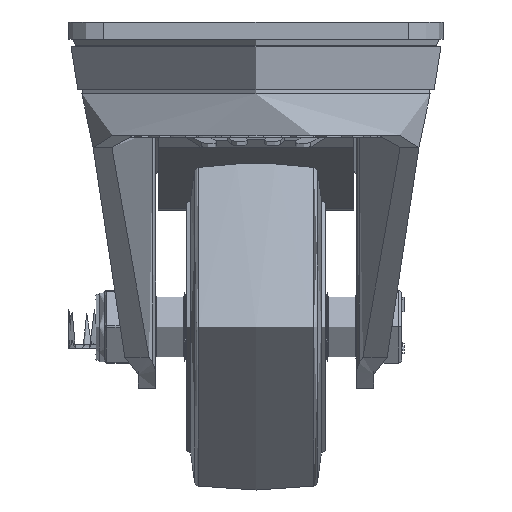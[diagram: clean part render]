
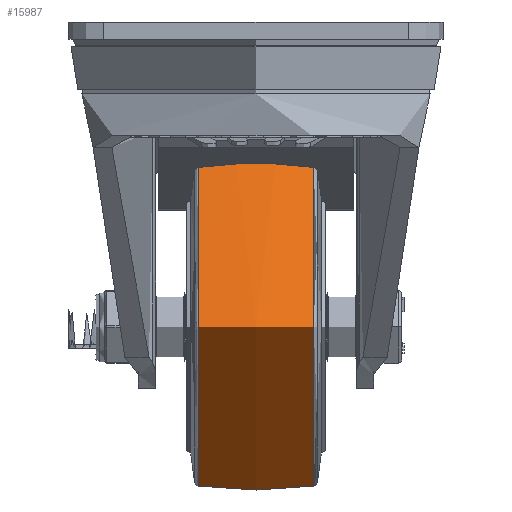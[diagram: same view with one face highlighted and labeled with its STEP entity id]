
A CAD part, left-side view. The second image highlights one B-rep face of the part: STEP entity #15987.
In plain terms, the highlighted free-form (B-spline) face has degree [2, 2] with [3, 9] control points.
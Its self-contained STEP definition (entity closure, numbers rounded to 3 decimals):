
#125=(
BOUNDED_SURFACE()
B_SPLINE_SURFACE(2,2,((#27341,#27342,#27343,#27344,#27345,#27346,#27347,
#27348,#27349),(#27350,#27351,#27352,#27353,#27354,#27355,#27356,#27357,
#27358),(#27359,#27360,#27361,#27362,#27363,#27364,#27365,#27366,#27367)),
 .UNSPECIFIED.,.F.,.T.,.F.)
B_SPLINE_SURFACE_WITH_KNOTS((3,3),(3,2,2,2,3),(-0.135,0.135),
(-3.142,-1.571,0.,1.571,3.142),
 .UNSPECIFIED.)
GEOMETRIC_REPRESENTATION_ITEM()
RATIONAL_B_SPLINE_SURFACE(((1.,0.707,1.,0.707,1.,
0.707,1.,0.707,1.),(0.991,0.701,
0.991,0.701,0.991,0.701,
0.991,0.701,0.991),(1.,0.707,
1.,0.707,1.,0.707,1.,0.707,1.)))
REPRESENTATION_ITEM('')
SURFACE()
);
#1917=FACE_OUTER_BOUND('',#2914,.T.);
#2914=EDGE_LOOP('',(#12511,#12512,#12513,#12514));
#5996=CIRCLE('',#17497,36.606);
#5997=CIRCLE('',#17498,98.5);
#5998=CIRCLE('',#17499,36.606);
#7267=VERTEX_POINT('',#27338);
#7268=VERTEX_POINT('',#27368);
#9110=EDGE_CURVE('',#7267,#7267,#5996,.T.);
#9111=EDGE_CURVE('',#7267,#7268,#5997,.T.);
#9112=EDGE_CURVE('',#7268,#7268,#5998,.T.);
#12511=ORIENTED_EDGE('',*,*,#9110,.F.);
#12512=ORIENTED_EDGE('',*,*,#9111,.T.);
#12513=ORIENTED_EDGE('',*,*,#9112,.T.);
#12514=ORIENTED_EDGE('',*,*,#9111,.F.);
#15987=ADVANCED_FACE('',(#1917),#125,.F.);
#17497=AXIS2_PLACEMENT_3D('',#27340,#20665,#20666);
#17498=AXIS2_PLACEMENT_3D('',#27369,#20667,#20668);
#17499=AXIS2_PLACEMENT_3D('',#27370,#20669,#20670);
#20665=DIRECTION('center_axis',(0.,-1.,0.));
#20666=DIRECTION('ref_axis',(0.,0.,1.));
#20667=DIRECTION('center_axis',(-1.,0.,0.));
#20668=DIRECTION('ref_axis',(0.,0.,1.));
#20669=DIRECTION('center_axis',(0.,-1.,0.));
#20670=DIRECTION('ref_axis',(0.,0.,1.));
#27338=CARTESIAN_POINT('',(0.,-13.244,36.606));
#27340=CARTESIAN_POINT('Origin',(0.,-13.244,0.));
#27341=CARTESIAN_POINT('Ctrl Pts',(0.,13.244,36.606));
#27342=CARTESIAN_POINT('Ctrl Pts',(-36.606,13.244,36.606));
#27343=CARTESIAN_POINT('Ctrl Pts',(-36.606,13.244,0.));
#27344=CARTESIAN_POINT('Ctrl Pts',(-36.606,13.244,-36.606));
#27345=CARTESIAN_POINT('Ctrl Pts',(0.,13.244,-36.606));
#27346=CARTESIAN_POINT('Ctrl Pts',(36.606,13.244,-36.606));
#27347=CARTESIAN_POINT('Ctrl Pts',(36.606,13.244,0.));
#27348=CARTESIAN_POINT('Ctrl Pts',(36.606,13.244,36.606));
#27349=CARTESIAN_POINT('Ctrl Pts',(0.,13.244,36.606));
#27350=CARTESIAN_POINT('Ctrl Pts',(0.,0.,38.403));
#27351=CARTESIAN_POINT('Ctrl Pts',(-38.403,0.,
38.403));
#27352=CARTESIAN_POINT('Ctrl Pts',(-38.403,0.,
0.));
#27353=CARTESIAN_POINT('Ctrl Pts',(-38.403,0.,
-38.403));
#27354=CARTESIAN_POINT('Ctrl Pts',(0.,0.,-38.403));
#27355=CARTESIAN_POINT('Ctrl Pts',(38.403,0.,
-38.403));
#27356=CARTESIAN_POINT('Ctrl Pts',(38.403,0.,
0.));
#27357=CARTESIAN_POINT('Ctrl Pts',(38.403,0.,
38.403));
#27358=CARTESIAN_POINT('Ctrl Pts',(0.,0.,38.403));
#27359=CARTESIAN_POINT('Ctrl Pts',(0.,-13.244,36.606));
#27360=CARTESIAN_POINT('Ctrl Pts',(-36.606,-13.244,
36.606));
#27361=CARTESIAN_POINT('Ctrl Pts',(-36.606,-13.244,
0.));
#27362=CARTESIAN_POINT('Ctrl Pts',(-36.606,-13.244,
-36.606));
#27363=CARTESIAN_POINT('Ctrl Pts',(0.,-13.244,-36.606));
#27364=CARTESIAN_POINT('Ctrl Pts',(36.606,-13.244,-36.606));
#27365=CARTESIAN_POINT('Ctrl Pts',(36.606,-13.244,0.));
#27366=CARTESIAN_POINT('Ctrl Pts',(36.606,-13.244,36.606));
#27367=CARTESIAN_POINT('Ctrl Pts',(0.,-13.244,36.606));
#27368=CARTESIAN_POINT('',(0.,13.244,36.606));
#27369=CARTESIAN_POINT('Origin',(0.,0.,
-61.));
#27370=CARTESIAN_POINT('Origin',(0.,13.244,0.));
